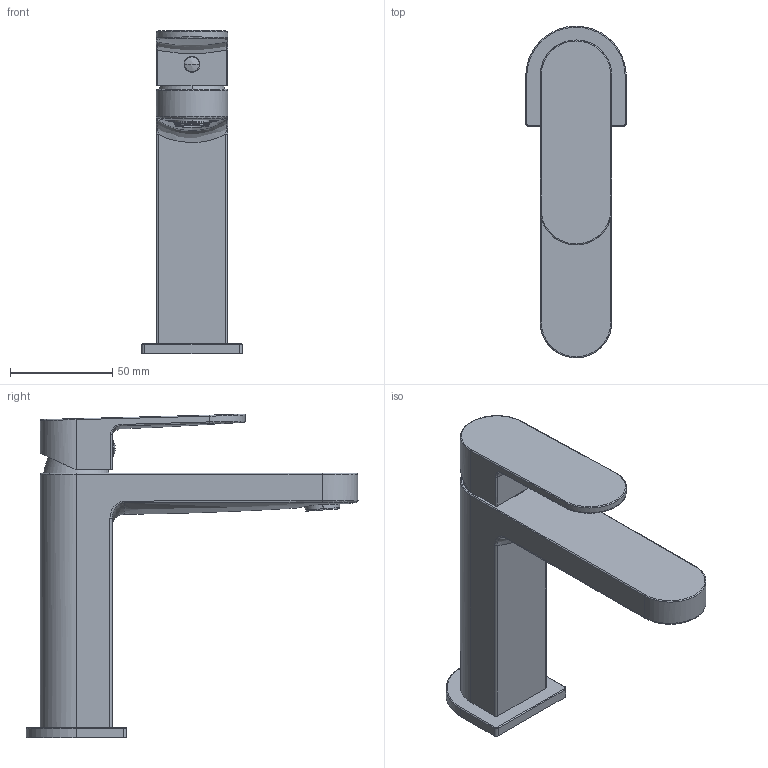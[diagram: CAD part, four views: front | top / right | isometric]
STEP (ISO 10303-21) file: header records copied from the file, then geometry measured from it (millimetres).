
FILE_DESCRIPTION(/* description */ (''),/* implementation_level */ '2;1');
FILE_NAME(/* name */ 'STEP - 164032804_2265203',/* time_stamp */ '2024-05-15T13:44:20+10:00',/* author */ (''),/* organization */ (''),/* preprocessor_version */ 'ST-DEVELOPER v16.5',/* originating_system */ 'Rhino 7.23',/* authorisation */ '');
FILE_SCHEMA (('AUTOMOTIVE_DESIGN'));
Length unit declared in the file: millimetre
Products named in the file (15): Document; 164032800_ASM; 202030410726; 205011791601; 202016400226; 208000910601; 205055390726; 208002330601; 205022640105; 203102299901; 204011839901; 206093480102; 205011781601; 206063420226; 201037402426
Assembly tree (16 placements, depth 3):
  Document
    164032800_ASM
      202030410726
      205011791601
      202016400226
      208000910601
      205055390726
      208002330601  x2
      205022640105
      203102299901
      204011839901
      206093480102
      205011781601  x2
      206063420226
      201037402426
Bounding box: 49 x 161.97 x 157.85 mm (x, y, z)
Volume: 121600.4 mm3; surface area: 90164.7 mm2
Topology: 16 solids, 16 shells, 2102 faces, 5805 edges, 3737 vertices
Faces by surface type: plane 1469, cylinder 339, bspline 294
Entity records: 73193 total; most frequent: CARTESIAN_POINT 34956, ORIENTED_EDGE 11432, EDGE_CURVE 5716, B_SPLINE_CURVE_WITH_KNOTS 4703, VERTEX_POINT 3690, EDGE_LOOP 2394, ADVANCED_FACE 2071, FACE_OUTER_BOUND 2071
